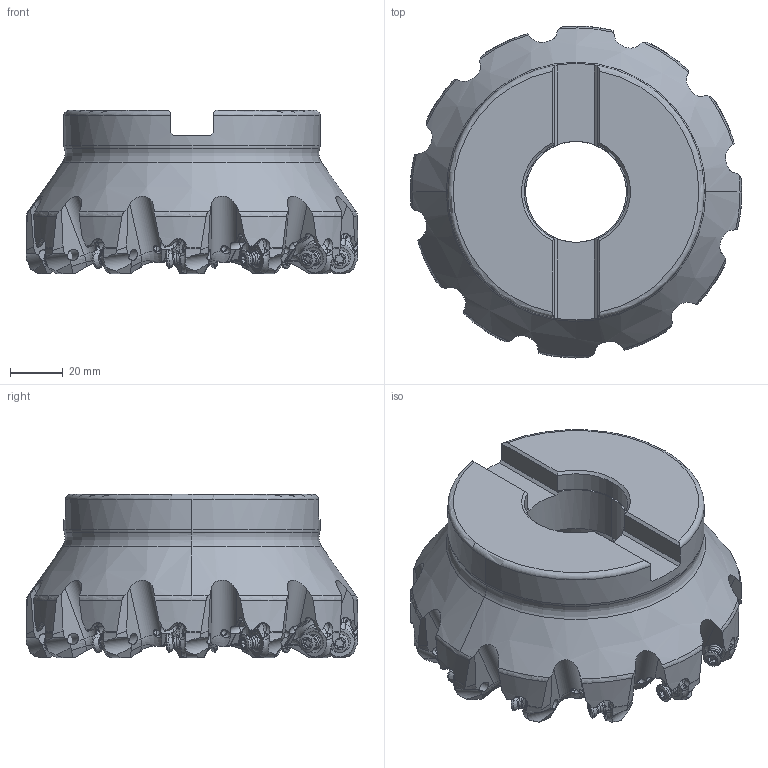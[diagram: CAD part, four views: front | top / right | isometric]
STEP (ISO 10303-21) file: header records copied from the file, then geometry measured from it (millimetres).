
FILE_DESCRIPTION(/* description */ (''),/* implementation_level */ '2;1');
FILE_NAME(/* name */ 'WWX400UR5_0012EA.stp',/* time_stamp */ '2020-04-21T17:34:04+09:00',/* author */ (''),/* organization */ (''),/* preprocessor_version */ 'ST-DEVELOPER v16',/* originating_system */ 'SIEMENS PLM Software NX 10.0',/* authorisation */ '');
FILE_SCHEMA (('AUTOMOTIVE_DESIGN { 1 0 10303 214 3 1 1 1 }'));
Products named in the file (1): WWX400UR5_0012EA_ASM
Bounding box: 125.4 x 125.4 x 61.71 mm (x, y, z)
Volume: 421007.7 mm3; surface area: 58295.3 mm2
Topology: 13 solids, 13 shells, 1534 faces, 4482 edges, 2893 vertices
Faces by surface type: cylinder 576, plane 344, bspline 192, sphere 168, torus 110, cone 84, extrusion 60
Entity records: 114323 total; most frequent: CARTESIAN_POINT 76759, ORIENTED_EDGE 8772, DIRECTION 6643, EDGE_CURVE 4386, VERTEX_POINT 2878, AXIS2_PLACEMENT_3D 2833, B_SPLINE_CURVE_WITH_KNOTS 2026, EDGE_LOOP 1584
